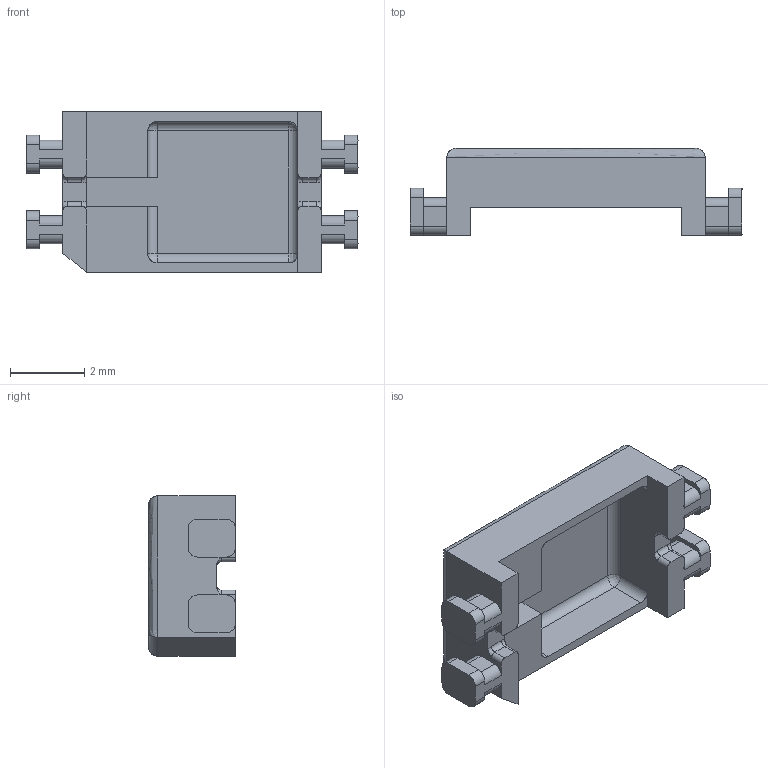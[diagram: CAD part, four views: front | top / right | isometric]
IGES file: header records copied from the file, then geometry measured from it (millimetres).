
Start section: SolidWorks IGES file using analytic representation for surfaces
Global section: file name: TOR_0581.IGS; native system: SolidWorks 2017; preprocessor: SolidWorks 2017; author: tisha.pedersen; date: 190201.085850; units: millimetre
Bounding box: 8.94 x 2.34 x 4.32 mm (x, y, z)
Surface area: 146.8 mm2 (no closed solid volume)
Topology: 0 solids, 0 shells, 129 faces, 1014 edges, 1010 vertices
Faces by surface type: bspline 67, revolution 62
